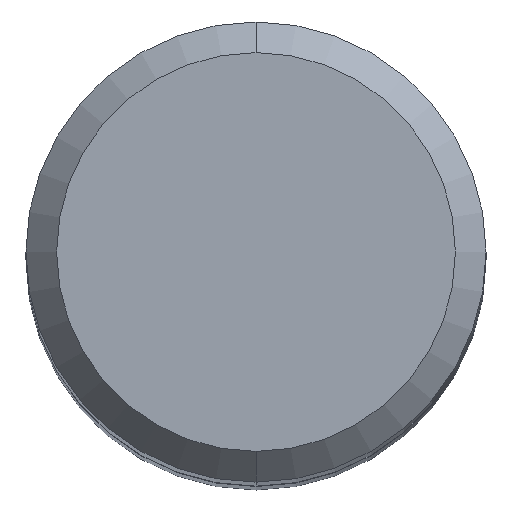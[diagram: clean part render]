
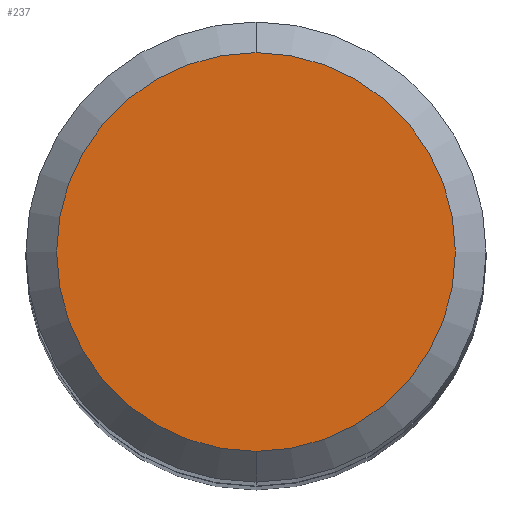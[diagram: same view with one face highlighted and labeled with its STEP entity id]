
A CAD part, top view. The second image highlights one B-rep face of the part: STEP entity #237.
In plain terms, the highlighted planar face has unit normal (0, 0, 1).
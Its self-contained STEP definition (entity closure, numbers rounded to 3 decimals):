
#237=ADVANCED_FACE('',(#597),#598,.T.);
#251=EDGE_CURVE('',#379,#337,#614,.T.);
#337=VERTEX_POINT('',#705);
#379=VERTEX_POINT('',#749);
#447=EDGE_CURVE('',#337,#379,#825,.T.);
#597=FACE_OUTER_BOUND('',#1032,.T.);
#598=PLANE('',#1033);
#614=CIRCLE('',#1080,2.6);
#705=CARTESIAN_POINT('',(0.,-2.6,0.0));
#749=CARTESIAN_POINT('',(0.0,2.6,0.0));
#825=CIRCLE('',#1459,2.6);
#1032=EDGE_LOOP('',(#1707,#1708));
#1033=AXIS2_PLACEMENT_3D('',#1709,#1710,#1711);
#1080=AXIS2_PLACEMENT_3D('',#1724,#1725,#1726);
#1459=AXIS2_PLACEMENT_3D('',#1925,#1926,#1927);
#1707=ORIENTED_EDGE('',*,*,#251,.F.);
#1708=ORIENTED_EDGE('',*,*,#447,.F.);
#1709=CARTESIAN_POINT('',(0.0,1.3,0.0));
#1710=DIRECTION('',(-0.0,0.0,1.0));
#1711=DIRECTION('',(0.0,-1.0,0.0));
#1724=CARTESIAN_POINT('',(0.0,0.0,0.0));
#1725=DIRECTION('',(0.0,0.0,-1.0));
#1726=DIRECTION('',(0.0,1.0,0.0));
#1925=CARTESIAN_POINT('',(0.0,0.0,0.0));
#1926=DIRECTION('',(0.0,0.0,-1.0));
#1927=DIRECTION('',(0.0,1.0,0.0));
